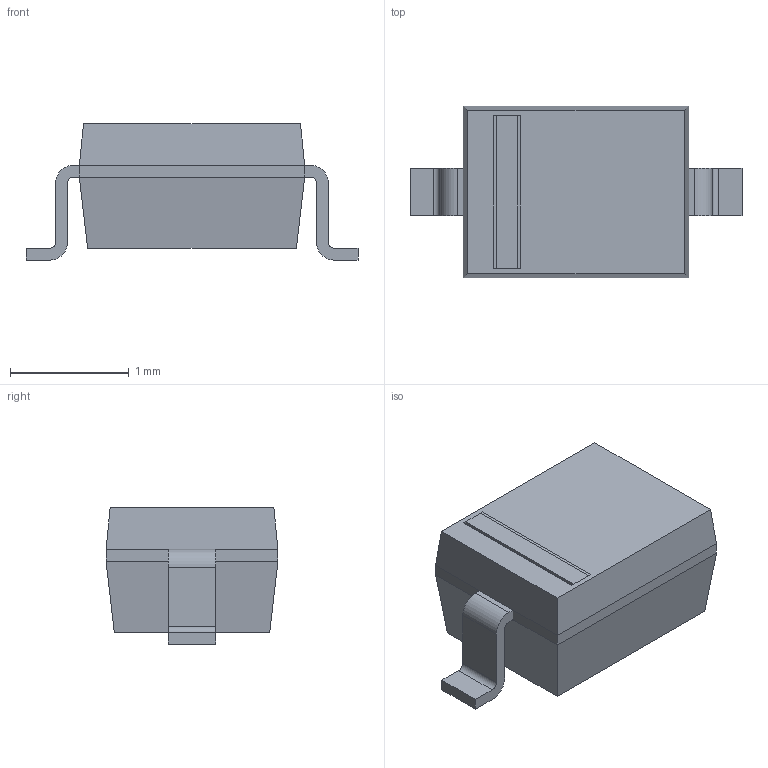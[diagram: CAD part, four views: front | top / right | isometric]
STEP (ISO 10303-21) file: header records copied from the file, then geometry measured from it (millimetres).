
FILE_DESCRIPTION(/* description */ (''),/* implementation_level */ '2;1');
FILE_NAME(/* name */ 'SOD2513X114N.stp',/* time_stamp */ '2015-07-22T10:23:55+02:00',/* author */ ('bcivel'),/* organization */ (''),/* preprocessor_version */ 'ST-DEVELOPER v15.5',/* originating_system */ 'AutoCAD Mechanical',/* authorisation */ '');
FILE_SCHEMA (('AUTOMOTIVE_DESIGN { 1 0 10303 214 3 1 1 }'));
Length unit declared in the file: millimetre
Products named in the file (1): Product
Bounding box: 2.8 x 1.45 x 1.15 mm (x, y, z)
Volume: 2.8 mm3; surface area: 25.8 mm2
Topology: 6 solids, 6 shells, 57 faces, 132 edges, 88 vertices
Faces by surface type: plane 49, cylinder 8
Entity records: 1636 total; most frequent: CARTESIAN_POINT 278, ORIENTED_EDGE 264, DIRECTION 264, EDGE_CURVE 132, LINE 116, VECTOR 116, VERTEX_POINT 88, AXIS2_PLACEMENT_3D 74
